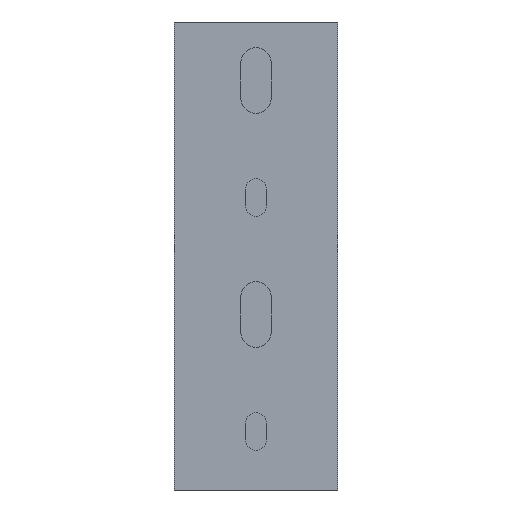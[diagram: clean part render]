
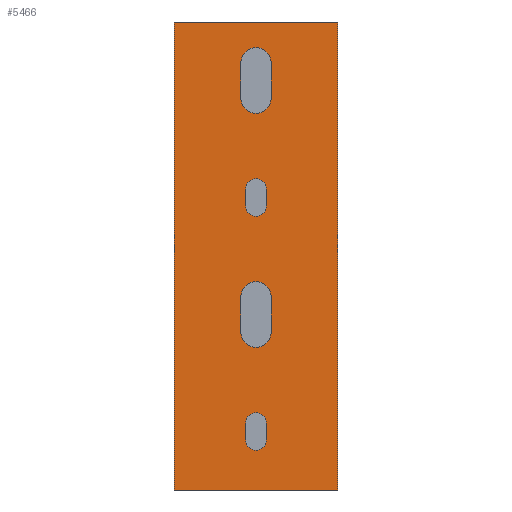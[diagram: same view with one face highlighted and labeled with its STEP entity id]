
A CAD part, front view. The second image highlights one B-rep face of the part: STEP entity #5466.
In plain terms, the highlighted planar face has unit normal (0, -1, 0).
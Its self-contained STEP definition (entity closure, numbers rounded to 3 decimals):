
#426=DIRECTION('',(-1.,0.,0.));
#427=VECTOR('',#426,35.);
#428=CARTESIAN_POINT('',(17.5,0.,100.));
#429=LINE('',#428,#427);
#646=DIRECTION('',(0.,0.,1.));
#647=VECTOR('',#646,100.);
#648=CARTESIAN_POINT('',(17.5,0.,0.));
#649=LINE('',#648,#647);
#954=DIRECTION('',(-1.,0.,0.));
#955=VECTOR('',#954,35.);
#956=CARTESIAN_POINT('',(17.5,0.,0.));
#957=LINE('',#956,#955);
#958=DIRECTION('',(0.,0.,1.));
#959=VECTOR('',#958,100.);
#960=CARTESIAN_POINT('',(-17.5,0.,0.));
#961=LINE('',#960,#959);
#962=CARTESIAN_POINT('',(0.,0.,91.25));
#963=DIRECTION('',(0.,1.,0.));
#964=DIRECTION('',(-1.,0.,0.));
#965=AXIS2_PLACEMENT_3D('',#962,#963,#964);
#967=DIRECTION('',(0.,0.,1.));
#968=VECTOR('',#967,7.5);
#969=CARTESIAN_POINT('',(-3.25,0.,83.75));
#970=LINE('',#969,#968);
#971=CARTESIAN_POINT('',(0.,0.,83.75));
#972=DIRECTION('',(0.,1.,0.));
#973=DIRECTION('',(1.,0.,0.));
#974=AXIS2_PLACEMENT_3D('',#971,#972,#973);
#976=DIRECTION('',(0.,0.,-1.));
#977=VECTOR('',#976,7.5);
#978=CARTESIAN_POINT('',(3.25,0.,91.25));
#979=LINE('',#978,#977);
#980=CARTESIAN_POINT('',(0.,0.,64.25));
#981=DIRECTION('',(0.,1.,0.));
#982=DIRECTION('',(-1.,0.,0.));
#983=AXIS2_PLACEMENT_3D('',#980,#981,#982);
#985=DIRECTION('',(0.,0.,1.));
#986=VECTOR('',#985,3.5);
#987=CARTESIAN_POINT('',(-2.25,0.,60.75));
#988=LINE('',#987,#986);
#989=CARTESIAN_POINT('',(0.,0.,60.75));
#990=DIRECTION('',(0.,1.,0.));
#991=DIRECTION('',(1.,0.,0.));
#992=AXIS2_PLACEMENT_3D('',#989,#990,#991);
#994=DIRECTION('',(0.,0.,-1.));
#995=VECTOR('',#994,3.5);
#996=CARTESIAN_POINT('',(2.25,0.,64.25));
#997=LINE('',#996,#995);
#998=CARTESIAN_POINT('',(0.,0.,41.25));
#999=DIRECTION('',(0.,1.,0.));
#1000=DIRECTION('',(-1.,0.,0.));
#1001=AXIS2_PLACEMENT_3D('',#998,#999,#1000);
#1003=DIRECTION('',(0.,0.,1.));
#1004=VECTOR('',#1003,7.5);
#1005=CARTESIAN_POINT('',(-3.25,0.,33.75));
#1006=LINE('',#1005,#1004);
#1007=CARTESIAN_POINT('',(0.,0.,33.75));
#1008=DIRECTION('',(0.,1.,0.));
#1009=DIRECTION('',(1.,0.,0.));
#1010=AXIS2_PLACEMENT_3D('',#1007,#1008,#1009);
#1012=DIRECTION('',(0.,0.,-1.));
#1013=VECTOR('',#1012,7.5);
#1014=CARTESIAN_POINT('',(3.25,0.,41.25));
#1015=LINE('',#1014,#1013);
#1016=CARTESIAN_POINT('',(0.,0.,14.25));
#1017=DIRECTION('',(0.,1.,0.));
#1018=DIRECTION('',(-1.,0.,0.));
#1019=AXIS2_PLACEMENT_3D('',#1016,#1017,#1018);
#1021=DIRECTION('',(0.,0.,1.));
#1022=VECTOR('',#1021,3.5);
#1023=CARTESIAN_POINT('',(-2.25,0.,10.75));
#1024=LINE('',#1023,#1022);
#1025=CARTESIAN_POINT('',(0.,0.,10.75));
#1026=DIRECTION('',(0.,1.,0.));
#1027=DIRECTION('',(1.,0.,0.));
#1028=AXIS2_PLACEMENT_3D('',#1025,#1026,#1027);
#1030=DIRECTION('',(0.,0.,-1.));
#1031=VECTOR('',#1030,3.5);
#1032=CARTESIAN_POINT('',(2.25,0.,14.25));
#1033=LINE('',#1032,#1031);
#4002=CARTESIAN_POINT('',(-3.25,0.,91.25));
#4003=CARTESIAN_POINT('',(3.25,0.,91.25));
#4004=VERTEX_POINT('',#4002);
#4005=VERTEX_POINT('',#4003);
#4006=CARTESIAN_POINT('',(3.25,0.,83.75));
#4007=VERTEX_POINT('',#4006);
#4008=CARTESIAN_POINT('',(-3.25,0.,83.75));
#4009=VERTEX_POINT('',#4008);
#4010=CARTESIAN_POINT('',(-2.25,0.,64.25));
#4011=CARTESIAN_POINT('',(2.25,0.,64.25));
#4012=VERTEX_POINT('',#4010);
#4013=VERTEX_POINT('',#4011);
#4014=CARTESIAN_POINT('',(2.25,0.,60.75));
#4015=VERTEX_POINT('',#4014);
#4016=CARTESIAN_POINT('',(-2.25,0.,60.75));
#4017=VERTEX_POINT('',#4016);
#4034=CARTESIAN_POINT('',(-3.25,0.,41.25));
#4035=CARTESIAN_POINT('',(3.25,0.,41.25));
#4036=VERTEX_POINT('',#4034);
#4037=VERTEX_POINT('',#4035);
#4038=CARTESIAN_POINT('',(3.25,0.,33.75));
#4039=VERTEX_POINT('',#4038);
#4040=CARTESIAN_POINT('',(-3.25,0.,33.75));
#4041=VERTEX_POINT('',#4040);
#4042=CARTESIAN_POINT('',(-2.25,0.,14.25));
#4043=CARTESIAN_POINT('',(2.25,0.,14.25));
#4044=VERTEX_POINT('',#4042);
#4045=VERTEX_POINT('',#4043);
#4046=CARTESIAN_POINT('',(2.25,0.,10.75));
#4047=VERTEX_POINT('',#4046);
#4048=CARTESIAN_POINT('',(-2.25,0.,10.75));
#4049=VERTEX_POINT('',#4048);
#4066=CARTESIAN_POINT('',(-17.5,0.,0.));
#4067=CARTESIAN_POINT('',(-17.5,0.,100.));
#4068=VERTEX_POINT('',#4066);
#4069=VERTEX_POINT('',#4067);
#4070=CARTESIAN_POINT('',(17.5,0.,0.));
#4071=CARTESIAN_POINT('',(17.5,0.,100.));
#4072=VERTEX_POINT('',#4070);
#4073=VERTEX_POINT('',#4071);
#5415=CARTESIAN_POINT('',(-14.5,0.,0.));
#5416=DIRECTION('',(0.,-1.,0.));
#5417=DIRECTION('',(1.,0.,0.));
#5418=AXIS2_PLACEMENT_3D('',#5415,#5416,#5417);
#5419=PLANE('',#5418);
#5420=ORIENTED_EDGE('',*,*,#4800,.F.);
#5421=ORIENTED_EDGE('',*,*,#5082,.F.);
#5422=ORIENTED_EDGE('',*,*,#4415,.T.);
#5424=ORIENTED_EDGE('',*,*,#5423,.T.);
#5425=EDGE_LOOP('',(#5420,#5421,#5422,#5424));
#5426=FACE_OUTER_BOUND('',#5425,.F.);
#5427=ORIENTED_EDGE('',*,*,#5405,.F.);
#5429=ORIENTED_EDGE('',*,*,#5428,.F.);
#5431=ORIENTED_EDGE('',*,*,#5430,.F.);
#5433=ORIENTED_EDGE('',*,*,#5432,.F.);
#5434=EDGE_LOOP('',(#5427,#5429,#5431,#5433));
#5435=FACE_BOUND('',#5434,.F.);
#5437=ORIENTED_EDGE('',*,*,#5436,.F.);
#5439=ORIENTED_EDGE('',*,*,#5438,.F.);
#5441=ORIENTED_EDGE('',*,*,#5440,.F.);
#5443=ORIENTED_EDGE('',*,*,#5442,.F.);
#5444=EDGE_LOOP('',(#5437,#5439,#5441,#5443));
#5445=FACE_BOUND('',#5444,.F.);
#5447=ORIENTED_EDGE('',*,*,#5446,.F.);
#5449=ORIENTED_EDGE('',*,*,#5448,.F.);
#5451=ORIENTED_EDGE('',*,*,#5450,.F.);
#5453=ORIENTED_EDGE('',*,*,#5452,.F.);
#5454=EDGE_LOOP('',(#5447,#5449,#5451,#5453));
#5455=FACE_BOUND('',#5454,.F.);
#5457=ORIENTED_EDGE('',*,*,#5456,.F.);
#5459=ORIENTED_EDGE('',*,*,#5458,.F.);
#5461=ORIENTED_EDGE('',*,*,#5460,.F.);
#5463=ORIENTED_EDGE('',*,*,#5462,.F.);
#5464=EDGE_LOOP('',(#5457,#5459,#5461,#5463));
#5465=FACE_BOUND('',#5464,.F.);
#966=CIRCLE('',#965,3.25);
#975=CIRCLE('',#974,3.25);
#984=CIRCLE('',#983,2.25);
#993=CIRCLE('',#992,2.25);
#1002=CIRCLE('',#1001,3.25);
#1011=CIRCLE('',#1010,3.25);
#1020=CIRCLE('',#1019,2.25);
#1029=CIRCLE('',#1028,2.25);
#4415=EDGE_CURVE('',#4072,#4068,#957,.T.);
#4800=EDGE_CURVE('',#4073,#4069,#429,.T.);
#5082=EDGE_CURVE('',#4072,#4073,#649,.T.);
#5405=EDGE_CURVE('',#4004,#4005,#966,.T.);
#5423=EDGE_CURVE('',#4068,#4069,#961,.T.);
#5428=EDGE_CURVE('',#4009,#4004,#970,.T.);
#5430=EDGE_CURVE('',#4007,#4009,#975,.T.);
#5432=EDGE_CURVE('',#4005,#4007,#979,.T.);
#5436=EDGE_CURVE('',#4012,#4013,#984,.T.);
#5438=EDGE_CURVE('',#4017,#4012,#988,.T.);
#5440=EDGE_CURVE('',#4015,#4017,#993,.T.);
#5442=EDGE_CURVE('',#4013,#4015,#997,.T.);
#5446=EDGE_CURVE('',#4036,#4037,#1002,.T.);
#5448=EDGE_CURVE('',#4041,#4036,#1006,.T.);
#5450=EDGE_CURVE('',#4039,#4041,#1011,.T.);
#5452=EDGE_CURVE('',#4037,#4039,#1015,.T.);
#5456=EDGE_CURVE('',#4044,#4045,#1020,.T.);
#5458=EDGE_CURVE('',#4049,#4044,#1024,.T.);
#5460=EDGE_CURVE('',#4047,#4049,#1029,.T.);
#5462=EDGE_CURVE('',#4045,#4047,#1033,.T.);
#5466=ADVANCED_FACE('',(#5426,#5435,#5445,#5455,#5465),#5419,.T.);
